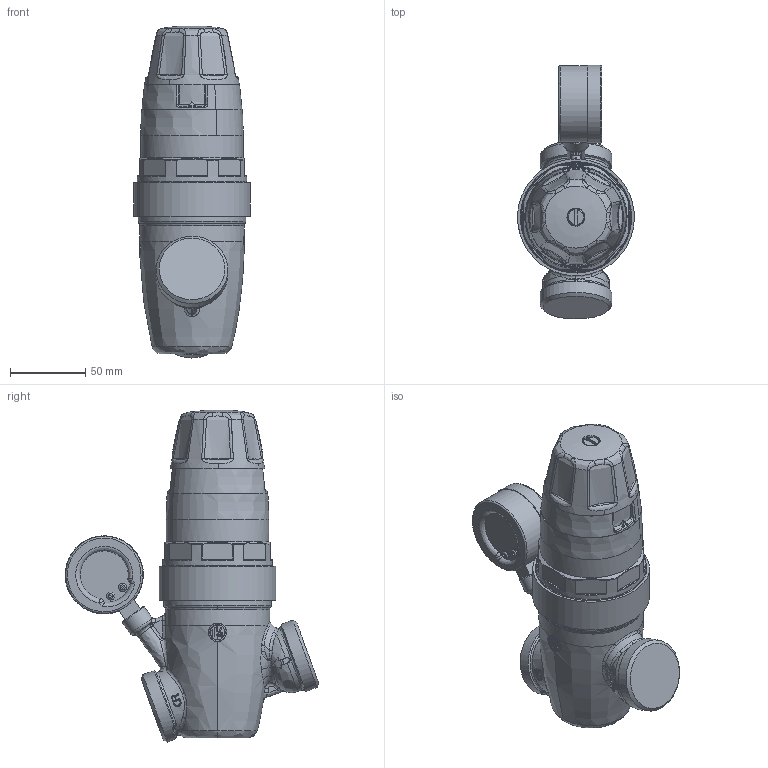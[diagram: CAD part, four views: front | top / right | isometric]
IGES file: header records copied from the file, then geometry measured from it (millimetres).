
Global section: file name: NA535871HA_Simplify_1; native system: Autodesk Inventor 2025; preprocessor: unknown; author: ischreiner; date: 20250819.111732; units: inch
Bounding box: 77.68 x 168.72 x 220.8 mm (x, y, z)
Volume: 851287.2 mm3; surface area: 81171.2 mm2
Topology: 2 solids, 2 shells, 1060 faces, 2691 edges, 1620 vertices
Faces by surface type: bspline 1060
